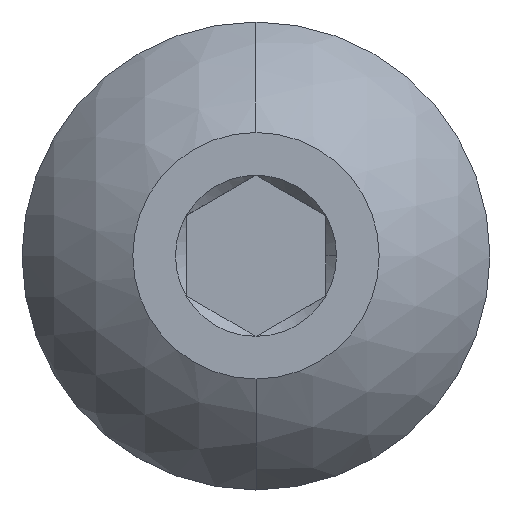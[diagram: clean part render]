
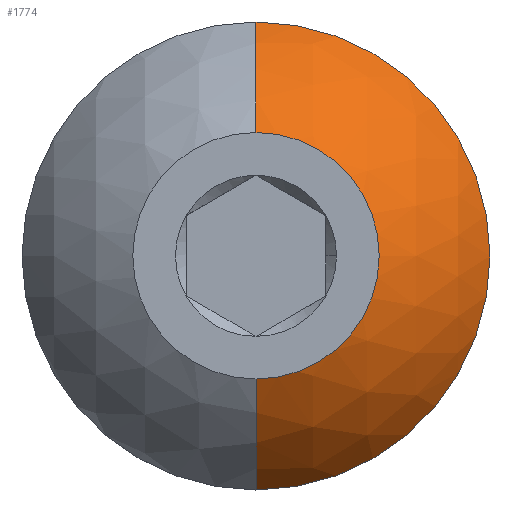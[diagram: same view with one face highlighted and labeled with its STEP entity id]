
A CAD part, top view. The second image highlights one B-rep face of the part: STEP entity #1774.
In plain terms, the highlighted spherical face has radius 3.76 mm.
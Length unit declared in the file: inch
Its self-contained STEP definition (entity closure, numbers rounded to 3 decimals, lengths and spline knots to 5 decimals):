
#748 = CARTESIAN_POINT ( 'NONE',  ( 0., 0.131, -0.06205 ) ) ;
#775 = CARTESIAN_POINT ( 'NONE',  ( 0., 0.069, 0. ) ) ;
#780 = CARTESIAN_POINT ( 'NONE',  ( 0., -0.069, 0. ) ) ;
#781 = CARTESIAN_POINT ( 'NONE',  ( 0., -0.131, -0.06205 ) ) ;
#805 = CARTESIAN_POINT ( 'NONE',  ( 0.131, 0., -0.06205 ) ) ;
#853 = DIRECTION ( 'NONE',  ( 1., 0., 0. ) ) ;
#854 = DIRECTION ( 'NONE',  ( 0., 0., 1. ) ) ;
#855 = CARTESIAN_POINT ( 'NONE',  ( 0., 0., -0.06205 ) ) ;
#858 = DIRECTION ( 'NONE',  ( 1., 0., 0. ) ) ;
#859 = DIRECTION ( 'NONE',  ( 0., 0., 1. ) ) ;
#860 = CARTESIAN_POINT ( 'NONE',  ( 0., 0., -0.06205 ) ) ;
#861 = DIRECTION ( 'NONE',  ( 0., 1., 0. ) ) ;
#862 = DIRECTION ( 'NONE',  ( 1., 0., 0. ) ) ;
#863 = CARTESIAN_POINT ( 'NONE',  ( 0., 0., -0.13094 ) ) ;
#865 = DIRECTION ( 'NONE',  ( 1., 0., 0. ) ) ;
#866 = DIRECTION ( 'NONE',  ( 0., 0., 1. ) ) ;
#867 = CARTESIAN_POINT ( 'NONE',  ( 0., 0., 0. ) ) ;
#868 = DIRECTION ( 'NONE',  ( 0., -1., 0. ) ) ;
#869 = DIRECTION ( 'NONE',  ( -1., 0., 0. ) ) ;
#870 = CARTESIAN_POINT ( 'NONE',  ( 0., 0., -0.13094 ) ) ;
#1774 = ADVANCED_FACE ( 'NONE', ( #4928 ), #4929, .T. ) ;
#3012 = EDGE_CURVE ( 'NONE', #4727, #4716, #5139, .T. ) ;
#3013 = EDGE_CURVE ( 'NONE', #4716, #4698, #5140, .T. ) ;
#3014 = EDGE_CURVE ( 'NONE', #4728, #4698, #5141, .T. ) ;
#3015 = EDGE_CURVE ( 'NONE', #4727, #4732, #5138, .T. ) ;
#3017 = EDGE_CURVE ( 'NONE', #4732, #4728, #5144, .T. ) ;
#3041 = AXIS2_PLACEMENT_3D ( 'NONE', #6325, #6329, #6322 ) ;
#4601 = ORIENTED_EDGE ( 'NONE', *, *, #3012, .F. ) ;
#4602 = ORIENTED_EDGE ( 'NONE', *, *, #3013, .F. ) ;
#4603 = ORIENTED_EDGE ( 'NONE', *, *, #3014, .T. ) ;
#4604 = ORIENTED_EDGE ( 'NONE', *, *, #3017, .T. ) ;
#4605 = ORIENTED_EDGE ( 'NONE', *, *, #3015, .T. ) ;
#4681 = EDGE_LOOP ( 'NONE', ( #4605, #4604, #4603, #4602, #4601 ) ) ;
#4698 = VERTEX_POINT ( 'NONE', #775 ) ;
#4716 = VERTEX_POINT ( 'NONE', #780 ) ;
#4727 = VERTEX_POINT ( 'NONE', #781 ) ;
#4728 = VERTEX_POINT ( 'NONE', #748 ) ;
#4732 = VERTEX_POINT ( 'NONE', #805 ) ;
#4928 = FACE_OUTER_BOUND ( 'NONE', #4681, .T. ) ;
#4929 = SPHERICAL_SURFACE ( 'NONE', #3041, 0.14801 ) ;
#5138 = CIRCLE ( 'NONE', #6258, 0.131 ) ;
#5139 = CIRCLE ( 'NONE', #6255, 0.14801 ) ;
#5140 = CIRCLE ( 'NONE', #6256, 0.069 ) ;
#5141 = CIRCLE ( 'NONE', #6257, 0.14801 ) ;
#5144 = CIRCLE ( 'NONE', #6259, 0.131 ) ;
#6255 = AXIS2_PLACEMENT_3D ( 'NONE', #870, #869, #868 ) ;
#6256 = AXIS2_PLACEMENT_3D ( 'NONE', #867, #866, #865 ) ;
#6257 = AXIS2_PLACEMENT_3D ( 'NONE', #863, #862, #861 ) ;
#6258 = AXIS2_PLACEMENT_3D ( 'NONE', #860, #859, #858 ) ;
#6259 = AXIS2_PLACEMENT_3D ( 'NONE', #855, #854, #853 ) ;
#6322 = DIRECTION ( 'NONE',  ( 0., -1., 0. ) ) ;
#6325 = CARTESIAN_POINT ( 'NONE',  ( 0., 0., -0.13094 ) ) ;
#6329 = DIRECTION ( 'NONE',  ( 1., 0., 0. ) ) ;
